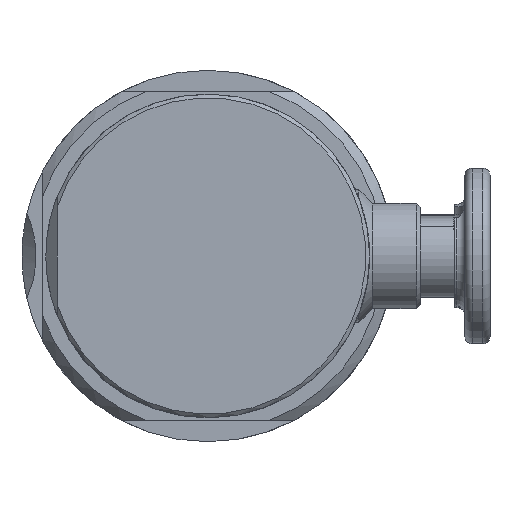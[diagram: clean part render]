
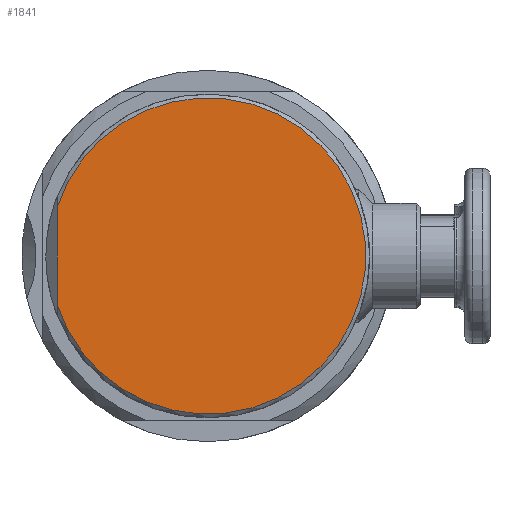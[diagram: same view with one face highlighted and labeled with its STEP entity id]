
A CAD part, left-side view. The second image highlights one B-rep face of the part: STEP entity #1841.
In plain terms, the highlighted planar face has unit normal (-1, 0, 0).
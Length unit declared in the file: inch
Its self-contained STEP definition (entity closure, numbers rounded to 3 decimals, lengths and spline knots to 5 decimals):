
#315=FACE_OUTER_BOUND('',#450,.T.);
#450=EDGE_LOOP('',(#1444,#1445));
#594=CIRCLE('',#2024,0.63);
#674=LINE('',#3049,#760);
#760=VECTOR('',#2397,0.38419);
#901=VERTEX_POINT('',#3044);
#902=VERTEX_POINT('',#3048);
#1104=EDGE_CURVE('',#902,#901,#674,.T.);
#1107=EDGE_CURVE('',#902,#901,#594,.T.);
#1444=ORIENTED_EDGE('',*,*,#1104,.T.);
#1445=ORIENTED_EDGE('',*,*,#1107,.F.);
#1765=PLANE('',#2025);
#1841=ADVANCED_FACE('',(#315),#1765,.T.);
#2024=AXIS2_PLACEMENT_3D('',#3056,#2403,#2404);
#2025=AXIS2_PLACEMENT_3D('',#3057,#2405,#2406);
#2397=DIRECTION('',(0.,0.,-1.));
#2403=DIRECTION('center_axis',(1.,0.,0.));
#2404=DIRECTION('ref_axis',(0.,-1.,0.));
#2405=DIRECTION('center_axis',(-1.,0.,0.));
#2406=DIRECTION('ref_axis',(0.,0.,1.));
#3044=CARTESIAN_POINT('',(-1.2,0.6,-0.19209));
#3048=CARTESIAN_POINT('',(-1.2,0.6,0.19209));
#3049=CARTESIAN_POINT('',(-1.2,0.6,0.));
#3056=CARTESIAN_POINT('Origin',(-1.2,0.,0.));
#3057=CARTESIAN_POINT('Origin',(-1.2,0.3225,0.));
